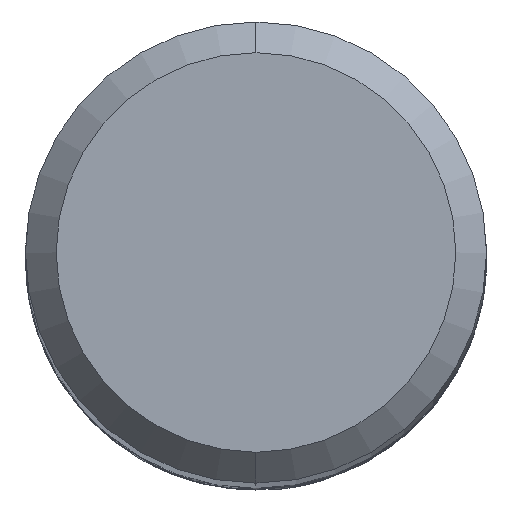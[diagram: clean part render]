
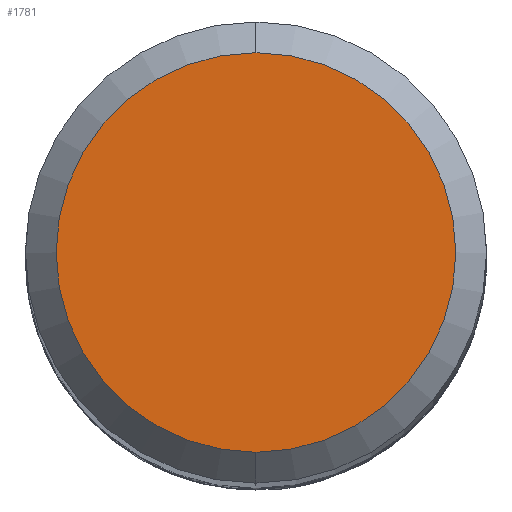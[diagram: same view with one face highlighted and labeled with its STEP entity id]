
A CAD part, top view. The second image highlights one B-rep face of the part: STEP entity #1781.
In plain terms, the highlighted planar face has unit normal (0, 0, 1).
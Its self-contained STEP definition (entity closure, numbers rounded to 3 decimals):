
#1029=EDGE_CURVE('',#1693,#1885,#2488,.T.);
#1419=EDGE_CURVE('',#1885,#1693,#2919,.T.);
#1693=VERTEX_POINT('',#3214);
#1781=ADVANCED_FACE('',(#3307),#3308,.T.);
#1885=VERTEX_POINT('',#3419);
#2488=CIRCLE('',#6517,2.6);
#2919=CIRCLE('',#11002,2.6);
#3214=CARTESIAN_POINT('',(0.,-2.6,0.0));
#3307=FACE_OUTER_BOUND('',#14287,.T.);
#3308=PLANE('',#14288);
#3419=CARTESIAN_POINT('',(0.0,2.6,0.0));
#6517=AXIS2_PLACEMENT_3D('',#18417,#18418,#18419);
#11002=AXIS2_PLACEMENT_3D('',#18872,#18873,#18874);
#14287=EDGE_LOOP('',(#19176,#19177));
#14288=AXIS2_PLACEMENT_3D('',#19178,#19179,#19180);
#18417=CARTESIAN_POINT('',(0.0,0.0,0.0));
#18418=DIRECTION('',(0.0,0.0,-1.0));
#18419=DIRECTION('',(0.0,1.0,0.0));
#18872=CARTESIAN_POINT('',(0.0,0.0,0.0));
#18873=DIRECTION('',(0.0,0.0,-1.0));
#18874=DIRECTION('',(0.0,1.0,0.0));
#19176=ORIENTED_EDGE('',*,*,#1419,.F.);
#19177=ORIENTED_EDGE('',*,*,#1029,.F.);
#19178=CARTESIAN_POINT('',(0.0,1.3,0.0));
#19179=DIRECTION('',(-0.0,0.0,1.0));
#19180=DIRECTION('',(0.0,-1.0,0.0));
